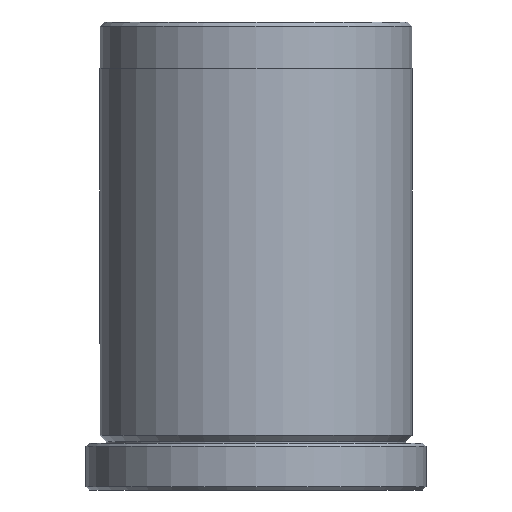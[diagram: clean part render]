
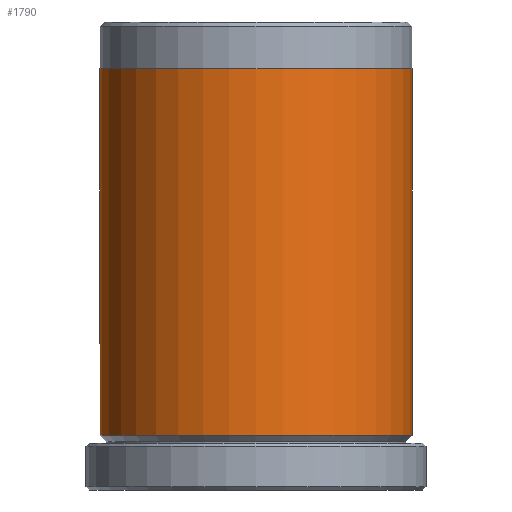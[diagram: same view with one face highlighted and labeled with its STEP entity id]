
A CAD part, front view. The second image highlights one B-rep face of the part: STEP entity #1790.
In plain terms, the highlighted cylindrical face has radius 10 mm (diameter 20 mm), a partial arc.
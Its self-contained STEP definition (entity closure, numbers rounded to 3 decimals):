
#51 = CARTESIAN_POINT ( 'NONE',  ( 10., 0., 30. ) ) ;
#73 = DIRECTION ( 'NONE',  ( 0., 0., -1. ) ) ;
#176 = EDGE_CURVE ( 'NONE', #994, #941, #1485, .T. ) ;
#241 = CARTESIAN_POINT ( 'NONE',  ( 0., 0., 3.5 ) ) ;
#288 = DIRECTION ( 'NONE',  ( 0., 0., -1. ) ) ;
#291 = CYLINDRICAL_SURFACE ( 'NONE', #489, 10. ) ;
#350 = FACE_OUTER_BOUND ( 'NONE', #794, .T. ) ;
#392 = DIRECTION ( 'NONE',  ( -1., 0., 0. ) ) ;
#404 = DIRECTION ( 'NONE',  ( -1., 0., 0. ) ) ;
#465 = EDGE_CURVE ( 'NONE', #941, #1176, #766, .T. ) ;
#466 = EDGE_CURVE ( 'NONE', #1176, #2276, #2115, .T. ) ;
#489 = AXIS2_PLACEMENT_3D ( 'NONE', #594, #576, #404 ) ;
#500 = CARTESIAN_POINT ( 'NONE',  ( -10., 0., 30. ) ) ;
#526 = ORIENTED_EDGE ( 'NONE', *, *, #176, .F. ) ;
#576 = DIRECTION ( 'NONE',  ( 0., 0., -1. ) ) ;
#594 = CARTESIAN_POINT ( 'NONE',  ( 0., 0., 30. ) ) ;
#747 = VECTOR ( 'NONE', #871, 1000. ) ;
#766 = LINE ( 'NONE', #51, #1637 ) ;
#794 = EDGE_LOOP ( 'NONE', ( #1929, #526, #1063, #895 ) ) ;
#871 = DIRECTION ( 'NONE',  ( 0., 0., -1. ) ) ;
#895 = ORIENTED_EDGE ( 'NONE', *, *, #466, .F. ) ;
#941 = VERTEX_POINT ( 'NONE', #1377 ) ;
#989 = AXIS2_PLACEMENT_3D ( 'NONE', #1512, #2222, #1350 ) ;
#994 = VERTEX_POINT ( 'NONE', #1684 ) ;
#1063 = ORIENTED_EDGE ( 'NONE', *, *, #1531, .T. ) ;
#1149 = CARTESIAN_POINT ( 'NONE',  ( 10., 0., 3.5 ) ) ;
#1176 = VERTEX_POINT ( 'NONE', #1149 ) ;
#1227 = LINE ( 'NONE', #500, #747 ) ;
#1350 = DIRECTION ( 'NONE',  ( 1., 0., 0. ) ) ;
#1377 = CARTESIAN_POINT ( 'NONE',  ( 10., 0., 27. ) ) ;
#1485 = CIRCLE ( 'NONE', #989, 10. ) ;
#1512 = CARTESIAN_POINT ( 'NONE',  ( 0., 0., 27. ) ) ;
#1525 = AXIS2_PLACEMENT_3D ( 'NONE', #241, #288, #392 ) ;
#1531 = EDGE_CURVE ( 'NONE', #994, #2276, #1227, .T. ) ;
#1637 = VECTOR ( 'NONE', #73, 1000. ) ;
#1684 = CARTESIAN_POINT ( 'NONE',  ( -10., 0., 27. ) ) ;
#1790 = ADVANCED_FACE ( 'NONE', ( #350 ), #291, .T. ) ;
#1929 = ORIENTED_EDGE ( 'NONE', *, *, #465, .F. ) ;
#2115 = CIRCLE ( 'NONE', #1525, 10. ) ;
#2222 = DIRECTION ( 'NONE',  ( 0., 0., 1. ) ) ;
#2223 = CARTESIAN_POINT ( 'NONE',  ( -10., 0., 3.5 ) ) ;
#2276 = VERTEX_POINT ( 'NONE', #2223 ) ;
